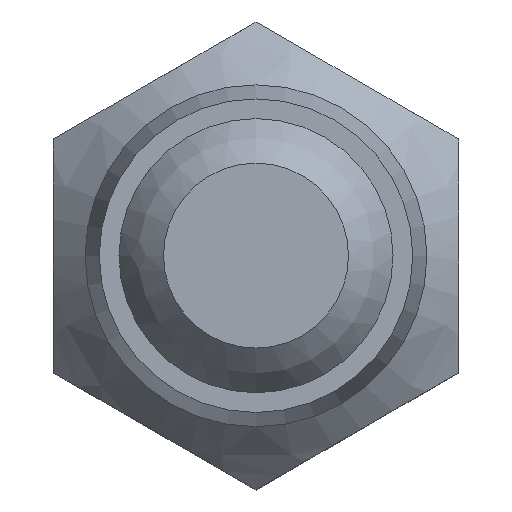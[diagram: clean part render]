
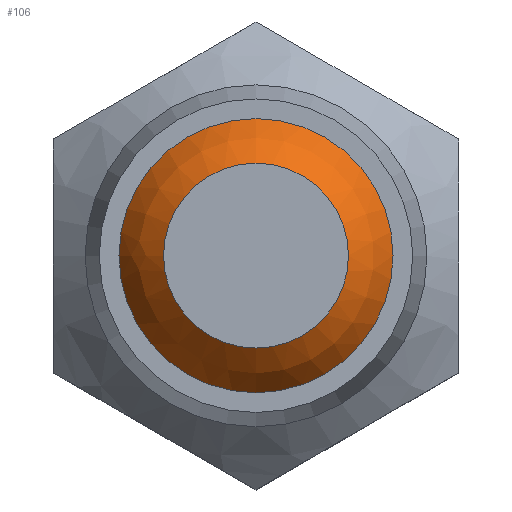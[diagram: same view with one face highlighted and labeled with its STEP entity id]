
A CAD part, top view. The second image highlights one B-rep face of the part: STEP entity #106.
In plain terms, the highlighted spherical face has radius 17.5 mm.
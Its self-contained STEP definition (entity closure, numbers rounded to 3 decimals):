
#106 = ADVANCED_FACE( '', ( #181, #182 ), #183, .T. );
#181 = FACE_OUTER_BOUND( '', #257, .T. );
#182 = FACE_OUTER_BOUND( '', #258, .T. );
#183 = SPHERICAL_SURFACE( '', #259, 17.5 );
#257 = EDGE_LOOP( '', ( #469 ) );
#258 = EDGE_LOOP( '', ( #470 ) );
#259 = AXIS2_PLACEMENT_3D( '', #471, #472, #473 );
#469 = ORIENTED_EDGE( '', *, *, #529, .T. );
#470 = ORIENTED_EDGE( '', *, *, #506, .T. );
#471 = CARTESIAN_POINT( '', ( 0., 0., 21. ) );
#472 = DIRECTION( '', ( 0., 0., -1. ) );
#473 = DIRECTION( '', ( -1., 0., 0. ) );
#506 = EDGE_CURVE( '', #593, #593, #594, .T. );
#529 = EDGE_CURVE( '', #628, #628, #629, .T. );
#593 = VERTEX_POINT( '', #949 );
#594 = CIRCLE( '', #950, 15.564 );
#628 = VERTEX_POINT( '', #1079 );
#629 = CIRCLE( '', #1080, 10.5 );
#949 = CARTESIAN_POINT( '', ( 15.564, 0., 29. ) );
#950 = AXIS2_PLACEMENT_3D( '', #1111, #1112, #1113 );
#1079 = CARTESIAN_POINT( '', ( -10.5, 0., 35. ) );
#1080 = AXIS2_PLACEMENT_3D( '', #1144, #1145, #1146 );
#1111 = CARTESIAN_POINT( '', ( 0., 0., 29. ) );
#1112 = DIRECTION( '', ( 0., 0., 1. ) );
#1113 = DIRECTION( '', ( 1., 0., 0. ) );
#1144 = CARTESIAN_POINT( '', ( 0., 0., 35. ) );
#1145 = DIRECTION( '', ( 0., 0., -1. ) );
#1146 = DIRECTION( '', ( -1., 0., 0. ) );
